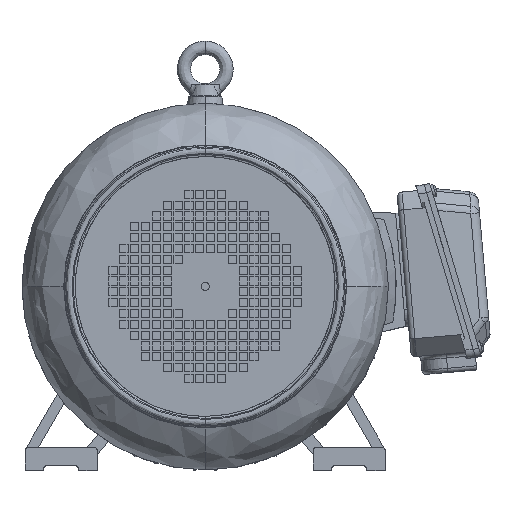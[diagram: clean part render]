
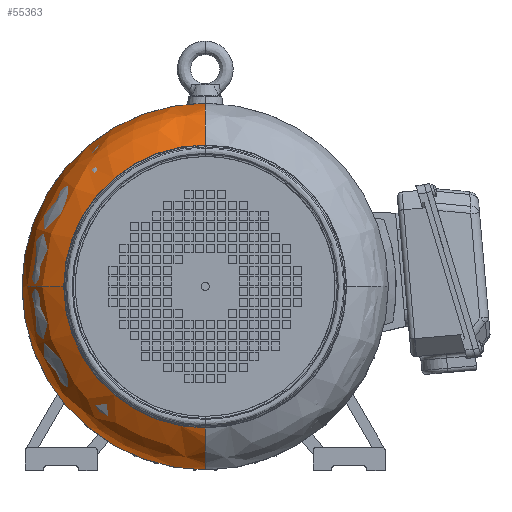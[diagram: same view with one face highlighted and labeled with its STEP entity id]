
A CAD part, top view. The second image highlights one B-rep face of the part: STEP entity #55363.
In plain terms, the highlighted free-form (B-spline) face has degree [3, 3] with [4, 4] control points.
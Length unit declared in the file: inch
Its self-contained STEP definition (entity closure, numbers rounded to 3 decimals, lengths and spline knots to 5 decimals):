
#4101 = CIRCLE ( 'NONE', #39764, 2.3622 ) ;
#4130 = CARTESIAN_POINT ( 'NONE',  ( -4.29138, 11.07759, 9.08202 ) ) ;
#4600 = CARTESIAN_POINT ( 'NONE',  ( -18.26776, -2.89878, 9.08202 ) ) ;
#5729 = CARTESIAN_POINT ( 'NONE',  ( -9.68808, 4.08941, 11.31496 ) ) ;
#6505 = VERTEX_POINT ( 'NONE', #5729 ) ;
#6955 = CARTESIAN_POINT ( 'NONE',  ( -4.29138, 11.07759, 10.12516 ) ) ;
#8120 = EDGE_CURVE ( 'NONE', #83385, #21888, #71504, .T. ) ;
#13214 = EDGE_CURVE ( 'NONE', #83385, #36421, #31349, .T. ) ;
#14663 = DIRECTION ( 'NONE',  ( -1., 0., 0. ) ) ;
#17484 = CARTESIAN_POINT ( 'NONE',  ( -4.29138, 4.08941, 11.31496 ) ) ;
#20854 = AXIS2_PLACEMENT_3D ( 'NONE', #85250, #103940, #67291 ) ;
#21888 = VERTEX_POINT ( 'NONE', #108115 ) ;
#23327 = CARTESIAN_POINT ( 'NONE',  ( -18.26776, -2.89878, 10.12516 ) ) ;
#26597 = CARTESIAN_POINT ( 'NONE',  ( -11.27957, 4.08941, 9.08202 ) ) ;
#30190 = FACE_OUTER_BOUND ( 'NONE', #91254, .T. ) ;
#30948 = CARTESIAN_POINT ( 'NONE',  ( -4.29138, -2.89878, 9.08202 ) ) ;
#31349 = CIRCLE ( 'NONE', #106234, 6.98819 ) ;
#32348 = CARTESIAN_POINT ( 'NONE',  ( -4.29138, 8.71539, 9.08202 ) ) ;
#34247 = ORIENTED_EDGE ( 'NONE', *, *, #80168, .T. ) ;
#36421 = VERTEX_POINT ( 'NONE', #26597 ) ;
#37937 = ORIENTED_EDGE ( 'NONE', *, *, #75384, .F. ) ;
#39737 = CARTESIAN_POINT ( 'NONE',  ( -4.29138, 4.08941, 9.08202 ) ) ;
#39764 = AXIS2_PLACEMENT_3D ( 'NONE', #32348, #96127, #115583 ) ;
#40109 = DIRECTION ( 'NONE',  ( 0., 0., -1. ) ) ;
#40873 = VERTEX_POINT ( 'NONE', #80409 ) ;
#49948 = VERTEX_POINT ( 'NONE', #4130 ) ;
#51739 = CARTESIAN_POINT ( 'NONE',  ( -4.29138, 4.08941, 9.08202 ) ) ;
#52024 = CARTESIAN_POINT ( 'NONE',  ( -4.29138, 9.4861, 11.31496 ) ) ;
#53107 = CARTESIAN_POINT ( 'NONE',  ( -4.29138, -0.53658, 9.08202 ) ) ;
#53786 = DIRECTION ( 'NONE',  ( 0., -1., 0. ) ) ;
#55363 = ADVANCED_FACE ( 'NONE', ( #30190 ), #108258, .T. ) ;
#56813 = AXIS2_PLACEMENT_3D ( 'NONE', #39737, #40109, #85874 ) ;
#61174 = CARTESIAN_POINT ( 'NONE',  ( -4.29138, 10.47216, 10.97462 ) ) ;
#61572 = CARTESIAN_POINT ( 'NONE',  ( -4.29138, -2.29335, 10.97462 ) ) ;
#62049 = ORIENTED_EDGE ( 'NONE', *, *, #114031, .F. ) ;
#66239 = AXIS2_PLACEMENT_3D ( 'NONE', #17484, #117485, #53786 ) ;
#67291 = DIRECTION ( 'NONE',  ( 0., -1., 0. ) ) ;
#69125 = CARTESIAN_POINT ( 'NONE',  ( -15.08478, -1.30729, 11.31496 ) ) ;
#69892 = CARTESIAN_POINT ( 'NONE',  ( -17.05688, -2.29335, 10.97462 ) ) ;
#71504 = CIRCLE ( 'NONE', #93738, 2.3622 ) ;
#74962 = EDGE_CURVE ( 'NONE', #6505, #40873, #99127, .T. ) ;
#75384 = EDGE_CURVE ( 'NONE', #36421, #49948, #84805, .T. ) ;
#77882 = CARTESIAN_POINT ( 'NONE',  ( -4.29138, -2.89878, 10.12516 ) ) ;
#78271 = CARTESIAN_POINT ( 'NONE',  ( -18.26776, 11.07759, 10.12516 ) ) ;
#78947 = DIRECTION ( 'NONE',  ( 0., -1., 0. ) ) ;
#79059 = CARTESIAN_POINT ( 'NONE',  ( -15.08478, 9.4861, 11.31496 ) ) ;
#79450 = CARTESIAN_POINT ( 'NONE',  ( -4.29138, -1.30729, 11.31496 ) ) ;
#79690 = CARTESIAN_POINT ( 'NONE',  ( -4.29138, -2.89878, 9.08202 ) ) ;
#80168 = EDGE_CURVE ( 'NONE', #21888, #6505, #117801, .T. ) ;
#80409 = CARTESIAN_POINT ( 'NONE',  ( -4.29138, 9.4861, 11.31496 ) ) ;
#80426 = ORIENTED_EDGE ( 'NONE', *, *, #8120, .T. ) ;
#83385 = VERTEX_POINT ( 'NONE', #79690 ) ;
#84805 = CIRCLE ( 'NONE', #56813, 6.98819 ) ;
#85250 = CARTESIAN_POINT ( 'NONE',  ( -4.29138, 4.08941, 11.31496 ) ) ;
#85874 = DIRECTION ( 'NONE',  ( -1., 0., 0. ) ) ;
#87902 = CARTESIAN_POINT ( 'NONE',  ( -4.29138, 11.07759, 9.08202 ) ) ;
#88178 = DIRECTION ( 'NONE',  ( -1., 0., 0. ) ) ;
#91254 = EDGE_LOOP ( 'NONE', ( #62049, #37937, #113395, #80426, #34247, #110440 ) ) ;
#93738 = AXIS2_PLACEMENT_3D ( 'NONE', #53107, #88178, #78947 ) ;
#94700 = CARTESIAN_POINT ( 'NONE',  ( -18.26776, 11.07759, 9.08202 ) ) ;
#96127 = DIRECTION ( 'NONE',  ( 1., 0., 0. ) ) ;
#97443 = CARTESIAN_POINT ( 'NONE',  ( -17.05688, 10.47216, 10.97462 ) ) ;
#99127 = CIRCLE ( 'NONE', #20854, 5.3967 ) ;
#103940 = DIRECTION ( 'NONE',  ( 0., 0., -1. ) ) ;
#105882 = DIRECTION ( 'NONE',  ( 0., 0., -1. ) ) ;
#106234 = AXIS2_PLACEMENT_3D ( 'NONE', #51739, #105882, #14663 ) ;
#108115 = CARTESIAN_POINT ( 'NONE',  ( -4.29138, -1.30729, 11.31496 ) ) ;
#108258 =( BOUNDED_SURFACE ( )  B_SPLINE_SURFACE ( 3, 3, ( 
 ( #30948, #4600, #94700, #87902 ),
 ( #77882, #23327, #78271, #6955 ),
 ( #61572, #69892, #97443, #61174 ),
 ( #79450, #69125, #79059, #52024 ) ),
 .UNSPECIFIED., .F., .F., .F. ) 
 B_SPLINE_SURFACE_WITH_KNOTS ( ( 4, 4 ),
 ( 4, 4 ),
 ( 0., 1. ),
 ( 0., 1. ),
 .UNSPECIFIED. ) 
 GEOMETRIC_REPRESENTATION_ITEM ( )  RATIONAL_B_SPLINE_SURFACE ( (
 ( 1., 0.333, 0.333, 1.),
 ( 0.876, 0.292, 0.292, 0.876),
 ( 0.876, 0.292, 0.292, 0.876),
 ( 1., 0.333, 0.333, 1.) ) ) 
 REPRESENTATION_ITEM ( '' )  SURFACE ( )  );
#110440 = ORIENTED_EDGE ( 'NONE', *, *, #74962, .T. ) ;
#113395 = ORIENTED_EDGE ( 'NONE', *, *, #13214, .F. ) ;
#114031 = EDGE_CURVE ( 'NONE', #49948, #40873, #4101, .T. ) ;
#115583 = DIRECTION ( 'NONE',  ( 0., 1., 0. ) ) ;
#117485 = DIRECTION ( 'NONE',  ( 0., 0., -1. ) ) ;
#117801 = CIRCLE ( 'NONE', #66239, 5.3967 ) ;
